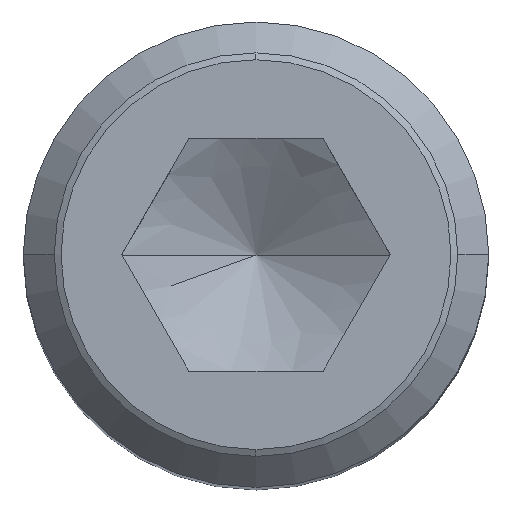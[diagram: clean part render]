
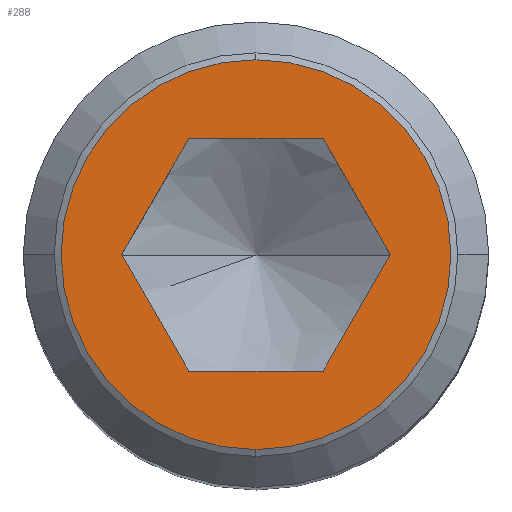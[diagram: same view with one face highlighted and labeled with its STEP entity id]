
A CAD part, top view. The second image highlights one B-rep face of the part: STEP entity #288.
In plain terms, the highlighted planar face has unit normal (0, 0, 1).
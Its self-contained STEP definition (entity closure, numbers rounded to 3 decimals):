
#134=EDGE_CURVE('',#160,#302,#351,.T.);
#138=VERTEX_POINT('',#356);
#160=VERTEX_POINT('',#381);
#164=EDGE_CURVE('',#294,#206,#386,.T.);
#166=EDGE_CURVE('',#302,#160,#388,.T.);
#188=VERTEX_POINT('',#412);
#200=EDGE_CURVE('',#206,#248,#425,.T.);
#206=VERTEX_POINT('',#431);
#242=EDGE_CURVE('',#248,#138,#472,.T.);
#248=VERTEX_POINT('',#479);
#288=ADVANCED_FACE('',(#524,#525),#526,.T.);
#294=VERTEX_POINT('',#532);
#302=VERTEX_POINT('',#541);
#304=EDGE_CURVE('',#188,#318,#543,.T.);
#310=EDGE_CURVE('',#318,#294,#549,.T.);
#316=EDGE_CURVE('',#138,#188,#556,.T.);
#318=VERTEX_POINT('',#558);
#351=CIRCLE('',#586,4.188);
#356=CARTESIAN_POINT('',(2.887,0.0,0.));
#381=CARTESIAN_POINT('',(0.,4.188,0.));
#386=LINE('',#623,#624);
#388=CIRCLE('',#627,4.188);
#412=CARTESIAN_POINT('',(1.443,-2.5,0.));
#425=LINE('',#686,#687);
#431=CARTESIAN_POINT('',(-1.443,2.5,0.));
#472=LINE('',#767,#768);
#479=CARTESIAN_POINT('',(1.443,2.5,0.));
#524=FACE_BOUND('',#861,.T.);
#525=FACE_OUTER_BOUND('',#862,.T.);
#526=PLANE('',#863);
#532=CARTESIAN_POINT('',(-2.887,0.0,0.));
#541=CARTESIAN_POINT('',(0.,-4.188,0.));
#543=LINE('',#883,#884);
#549=LINE('',#895,#896);
#556=LINE('',#904,#905);
#558=CARTESIAN_POINT('',(-1.443,-2.5,0.));
#586=AXIS2_PLACEMENT_3D('',#925,#926,#927);
#623=CARTESIAN_POINT('',(-1.804,1.875,0.));
#624=VECTOR('',#977,1.0);
#627=AXIS2_PLACEMENT_3D('',#978,#979,#980);
#686=CARTESIAN_POINT('',(0.722,2.5,0.));
#687=VECTOR('',#1019,1.0);
#767=CARTESIAN_POINT('',(2.526,0.625,0.));
#768=VECTOR('',#1078,1.0);
#861=EDGE_LOOP('',(#1140,#1141,#1142,#1143,#1144,#1145));
#862=EDGE_LOOP('',(#1146,#1147));
#863=AXIS2_PLACEMENT_3D('',#1148,#1149,#1150);
#883=CARTESIAN_POINT('',(-0.722,-2.5,0.));
#884=VECTOR('',#1160,1.0);
#895=CARTESIAN_POINT('',(-2.526,-0.625,0.));
#896=VECTOR('',#1163,1.0);
#904=CARTESIAN_POINT('',(1.804,-1.875,0.));
#905=VECTOR('',#1172,1.0);
#925=CARTESIAN_POINT('',(0.,0.,0.));
#926=DIRECTION('',(0.0,0.0,1.0));
#927=DIRECTION('',(0.,1.0,0.0));
#977=DIRECTION('',(0.5,0.866,0.));
#978=CARTESIAN_POINT('',(0.,0.,0.));
#979=DIRECTION('',(0.0,0.0,1.0));
#980=DIRECTION('',(0.,1.0,0.0));
#1019=DIRECTION('',(1.0,0.0,0.0));
#1078=DIRECTION('',(0.5,-0.866,0.));
#1140=ORIENTED_EDGE('',*,*,#310,.T.);
#1141=ORIENTED_EDGE('',*,*,#164,.T.);
#1142=ORIENTED_EDGE('',*,*,#200,.T.);
#1143=ORIENTED_EDGE('',*,*,#242,.T.);
#1144=ORIENTED_EDGE('',*,*,#316,.T.);
#1145=ORIENTED_EDGE('',*,*,#304,.T.);
#1146=ORIENTED_EDGE('',*,*,#134,.T.);
#1147=ORIENTED_EDGE('',*,*,#166,.T.);
#1148=CARTESIAN_POINT('',(-3.569,0.,0.));
#1149=DIRECTION('',(0.0,0.0,1.0));
#1150=DIRECTION('',(-1.0,0.,0.0));
#1160=DIRECTION('',(-1.0,0.0,0.0));
#1163=DIRECTION('',(-0.5,0.866,0.));
#1172=DIRECTION('',(-0.5,-0.866,0.));
